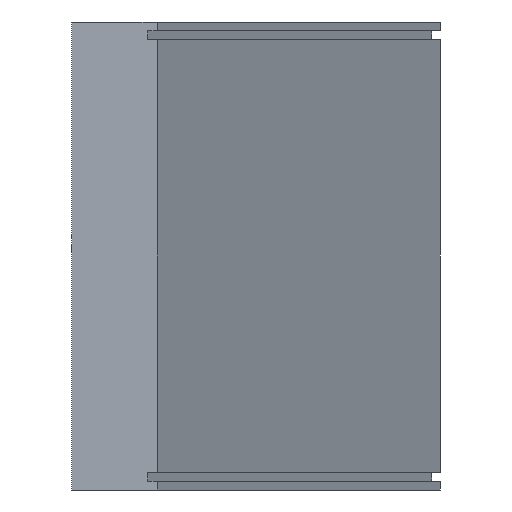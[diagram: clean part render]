
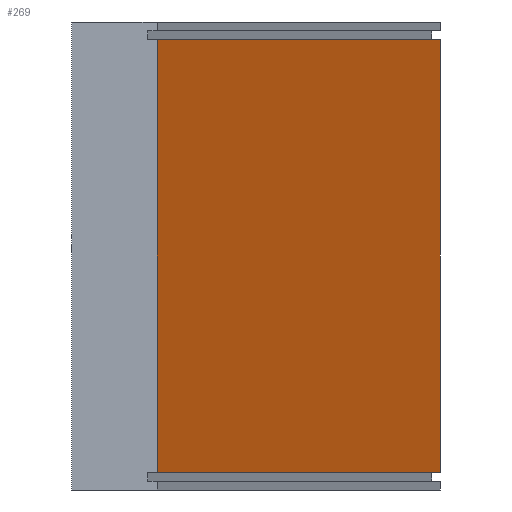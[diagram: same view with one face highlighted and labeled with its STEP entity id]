
A CAD part, left-side view. The second image highlights one B-rep face of the part: STEP entity #269.
In plain terms, the highlighted planar face has unit normal (-0.285, -0.959, 0).
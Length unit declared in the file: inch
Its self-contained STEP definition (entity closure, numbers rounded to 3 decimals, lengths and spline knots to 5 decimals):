
#23=FACE_OUTER_BOUND('',#37,.T.);
#37=EDGE_LOOP('',(#215,#216,#217,#218));
#46=LINE('',#378,#82);
#61=LINE('',#410,#97);
#63=LINE('',#413,#99);
#71=LINE('',#428,#107);
#82=VECTOR('',#310,0.3937);
#97=VECTOR('',#335,0.3937);
#99=VECTOR('',#339,0.3937);
#107=VECTOR('',#351,0.3937);
#116=VERTEX_POINT('',#372);
#118=VERTEX_POINT('',#376);
#129=VERTEX_POINT('',#407);
#130=VERTEX_POINT('',#409);
#142=EDGE_CURVE('',#116,#118,#46,.T.);
#157=EDGE_CURVE('',#130,#129,#61,.T.);
#159=EDGE_CURVE('',#129,#116,#63,.T.);
#167=EDGE_CURVE('',#130,#118,#71,.T.);
#215=ORIENTED_EDGE('',*,*,#142,.T.);
#216=ORIENTED_EDGE('',*,*,#167,.F.);
#217=ORIENTED_EDGE('',*,*,#157,.T.);
#218=ORIENTED_EDGE('',*,*,#159,.T.);
#255=PLANE('',#297);
#269=ADVANCED_FACE('',(#23),#255,.T.);
#297=AXIS2_PLACEMENT_3D('',#427,#349,#350);
#310=DIRECTION('',(-0.959,0.285,0.));
#335=DIRECTION('',(0.959,-0.285,0.));
#339=DIRECTION('',(0.,0.,1.));
#349=DIRECTION('center_axis',(-0.285,-0.959,0.));
#350=DIRECTION('ref_axis',(0.959,-0.285,0.));
#351=DIRECTION('',(0.,0.,1.));
#372=CARTESIAN_POINT('',(60.10428,37.71937,18.25));
#376=CARTESIAN_POINT('',(19.375,49.82603,18.25));
#378=CARTESIAN_POINT('',(102.82804,25.01986,18.25));
#407=CARTESIAN_POINT('',(60.10428,37.71937,-0.25));
#409=CARTESIAN_POINT('',(19.375,49.82603,-0.25));
#410=CARTESIAN_POINT('',(18.89573,49.9685,-0.25));
#413=CARTESIAN_POINT('',(60.10428,37.71937,-1.));
#427=CARTESIAN_POINT('Origin',(19.375,49.82603,-1.));
#428=CARTESIAN_POINT('',(19.375,49.82603,-1.));
